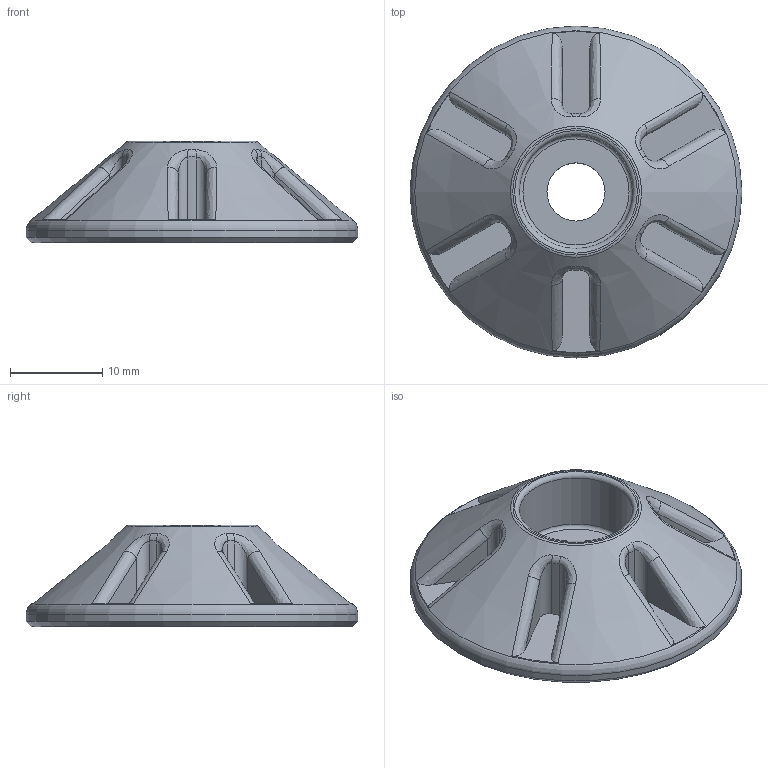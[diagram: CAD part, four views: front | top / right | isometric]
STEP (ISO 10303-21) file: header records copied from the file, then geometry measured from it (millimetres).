
FILE_DESCRIPTION(/* description */ ('OSSM - Mount - Handle spacer 4mm v3','CAx-IF Rec.Pracs.---Representation and Presentation of Product Manufacturing Information (PMI)---4.0---2014-10-13'),/* implementation_level */ '2;1');
FILE_NAME(/* name */ 'OSSM - Stand - 3030 Extrusion Base Default_Handle Spacer_step.stp',/* time_stamp */ '2025-02-03T22:38:36-05:00',/* author */ (''),/* organization */ (''),/* preprocessor_version */ 'ST-DEVELOPER v20',/* originating_system */ 'Autodesk Translation Framework v13.20.0.188',/* authorisation */ '');
FILE_SCHEMA (('AP242_MANAGED_MODEL_BASED_3D_ENGINEERING_MIM_LF { 1 0 10303 442 1 1 4 }'));
Length unit declared in the file: millimetre
Products named in the file (1): OSSM - Mount - Handle spacer 4mm v3
Bounding box: 36 x 36 x 11 mm (x, y, z)
Volume: 5152.2 mm3; surface area: 3091 mm2
Topology: 1 solids, 1 shells, 79 faces, 180 edges, 110 vertices
Faces by surface type: bspline 24, plane 21, cylinder 21, torus 10, cone 3
Full cylindrical faces by diameter (mm): 6.3 x1, 12.3 x1, 36 x1
Entity records: 6945 total; most frequent: CARTESIAN_POINT 5287, ORIENTED_EDGE 360, DIRECTION 286, EDGE_CURVE 180, AXIS2_PLACEMENT_3D 122, VERTEX_POINT 110, EDGE_LOOP 88, FACE_OUTER_BOUND 79
